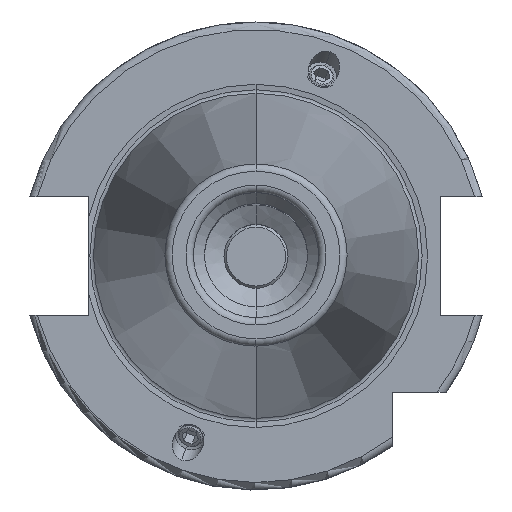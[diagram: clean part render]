
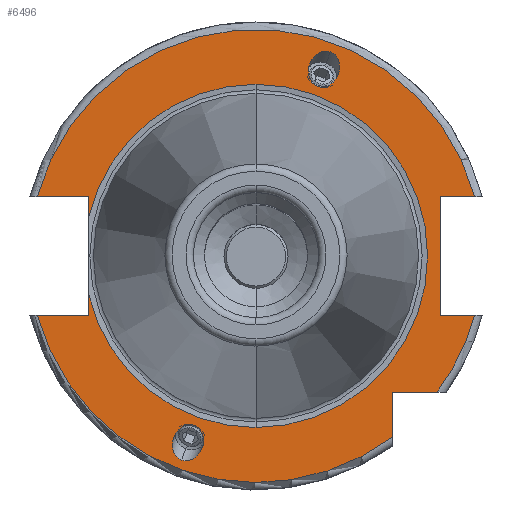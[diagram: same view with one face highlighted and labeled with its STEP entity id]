
A CAD part, top view. The second image highlights one B-rep face of the part: STEP entity #6496.
In plain terms, the highlighted planar face has unit normal (0, 0, 1).
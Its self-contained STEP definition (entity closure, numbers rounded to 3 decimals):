
#2105=CARTESIAN_POINT('',(0,0,18.1));
#2106=DIRECTION('',(0,0,1));
#2107=DIRECTION('',(0.965,0.262,0));
#2108=AXIS2_PLACEMENT_3D('',#2105,#2106,#2107);
#2156=CARTESIAN_POINT('',(0,0,18.1));
#2157=DIRECTION('',(0,0,1));
#2158=DIRECTION('',(-0.965,-0.262,0));
#2159=AXIS2_PLACEMENT_3D('',#2156,#2157,#2158);
#2172=DIRECTION('',(1,0,0));
#2173=VECTOR('',#2172,7.004);
#2174=CARTESIAN_POINT('',(-29.704,-8.05,18.1));
#2175=LINE('',#2174,#2173);
#2176=DIRECTION('',(0,1,0));
#2177=VECTOR('',#2176,2.753);
#2178=CARTESIAN_POINT('',(-22.7,-8.05,18.1));
#2179=LINE('',#2178,#2177);
#2180=DIRECTION('',(0,1,0));
#2181=VECTOR('',#2180,2.753);
#2182=CARTESIAN_POINT('',(-22.7,5.297,18.1));
#2183=LINE('',#2182,#2181);
#2184=DIRECTION('',(1,0,0));
#2185=VECTOR('',#2184,7.004);
#2186=CARTESIAN_POINT('',(-29.704,8.05,18.1));
#2187=LINE('',#2186,#2185);
#2188=DIRECTION('',(-1,0,0));
#2189=VECTOR('',#2188,4.704);
#2190=CARTESIAN_POINT('',(29.704,8.05,18.1));
#2191=LINE('',#2190,#2189);
#2192=DIRECTION('',(0,-1,0));
#2193=VECTOR('',#2192,16.1);
#2194=CARTESIAN_POINT('',(25,8.05,18.1));
#2195=LINE('',#2194,#2193);
#2196=DIRECTION('',(-1,0,0));
#2197=VECTOR('',#2196,4.704);
#2198=CARTESIAN_POINT('',(29.704,-8.05,18.1));
#2199=LINE('',#2198,#2197);
#2200=CARTESIAN_POINT('',(0,0,18.1));
#2201=DIRECTION('',(0,0,1));
#2202=DIRECTION('',(0.799,-0.601,0));
#2203=AXIS2_PLACEMENT_3D('',#2200,#2201,#2202);
#2205=DIRECTION('',(-1,0,0));
#2206=VECTOR('',#2205,6.094);
#2207=CARTESIAN_POINT('',(24.594,-18.5,18.1));
#2208=LINE('',#2207,#2206);
#2209=DIRECTION('',(0,1,0));
#2210=VECTOR('',#2209,6.094);
#2211=CARTESIAN_POINT('',(18.5,-24.594,18.1));
#2212=LINE('',#2211,#2210);
#2213=CARTESIAN_POINT('',(10.09,27.723,18.1));
#2214=CARTESIAN_POINT('',(9.863,27.806,18.1));
#2215=CARTESIAN_POINT('',(9.337,27.884,18.1));
#2216=CARTESIAN_POINT('',(8.455,27.594,18.1));
#2217=CARTESIAN_POINT('',(7.834,27.033,18.1));
#2218=CARTESIAN_POINT('',(7.483,26.49,18.1));
#2219=CARTESIAN_POINT('',(7.298,26.077,18.1));
#2220=CARTESIAN_POINT('',(7.174,25.641,18.1));
#2221=CARTESIAN_POINT('',(7.094,25.,18.1));
#2222=CARTESIAN_POINT('',(7.208,24.17,18.1));
#2223=CARTESIAN_POINT('',(7.698,23.381,18.1));
#2224=CARTESIAN_POINT('',(8.152,23.103,18.1));
#2225=CARTESIAN_POINT('',(8.379,23.02,18.1));
#2227=CARTESIAN_POINT('',(8.379,23.02,18.1));
#2228=CARTESIAN_POINT('',(8.606,22.937,18.1));
#2229=CARTESIAN_POINT('',(9.133,22.859,18.1));
#2230=CARTESIAN_POINT('',(10.014,23.149,18.1));
#2231=CARTESIAN_POINT('',(10.635,23.711,18.1));
#2232=CARTESIAN_POINT('',(10.986,24.253,18.1));
#2233=CARTESIAN_POINT('',(11.171,24.667,18.1));
#2234=CARTESIAN_POINT('',(11.295,25.103,18.1));
#2235=CARTESIAN_POINT('',(11.375,25.744,18.1));
#2236=CARTESIAN_POINT('',(11.261,26.573,18.1));
#2237=CARTESIAN_POINT('',(10.771,27.362,18.1));
#2238=CARTESIAN_POINT('',(10.318,27.641,18.1));
#2239=CARTESIAN_POINT('',(10.09,27.723,18.1));
#2241=CARTESIAN_POINT('',(-10.09,-27.723,18.1));
#2242=CARTESIAN_POINT('',(-10.318,-27.641,18.1));
#2243=CARTESIAN_POINT('',(-10.771,-27.362,18.1));
#2244=CARTESIAN_POINT('',(-11.261,-26.573,18.1));
#2245=CARTESIAN_POINT('',(-11.375,-25.744,18.1));
#2246=CARTESIAN_POINT('',(-11.295,-25.103,18.1));
#2247=CARTESIAN_POINT('',(-11.171,-24.667,18.1));
#2248=CARTESIAN_POINT('',(-10.986,-24.253,18.1));
#2249=CARTESIAN_POINT('',(-10.635,-23.711,18.1));
#2250=CARTESIAN_POINT('',(-10.014,-23.149,18.1));
#2251=CARTESIAN_POINT('',(-9.133,-22.859,18.1));
#2252=CARTESIAN_POINT('',(-8.606,-22.937,18.1));
#2253=CARTESIAN_POINT('',(-8.379,-23.02,18.1));
#2255=CARTESIAN_POINT('',(-8.379,-23.02,18.1));
#2256=CARTESIAN_POINT('',(-8.152,-23.103,18.1));
#2257=CARTESIAN_POINT('',(-7.698,-23.381,18.1));
#2258=CARTESIAN_POINT('',(-7.208,-24.17,18.1));
#2259=CARTESIAN_POINT('',(-7.094,-25.,18.1));
#2260=CARTESIAN_POINT('',(-7.174,-25.641,18.1));
#2261=CARTESIAN_POINT('',(-7.298,-26.077,18.1));
#2262=CARTESIAN_POINT('',(-7.483,-26.49,18.1));
#2263=CARTESIAN_POINT('',(-7.834,-27.033,18.1));
#2264=CARTESIAN_POINT('',(-8.455,-27.594,18.1));
#2265=CARTESIAN_POINT('',(-9.337,-27.884,18.1));
#2266=CARTESIAN_POINT('',(-9.863,-27.806,18.1));
#2267=CARTESIAN_POINT('',(-10.09,-27.723,18.1));
#2277=CARTESIAN_POINT('',(0,0,18.1));
#2278=DIRECTION('',(0,0,1));
#2279=DIRECTION('',(0,1,0));
#2280=AXIS2_PLACEMENT_3D('',#2277,#2278,#2279);
#2290=CARTESIAN_POINT('',(0,0,18.1));
#2291=DIRECTION('',(0,0,1));
#2292=DIRECTION('',(-0.974,-0.227,0));
#2293=AXIS2_PLACEMENT_3D('',#2290,#2291,#2292);
#2295=CARTESIAN_POINT('',(0,0,18.1));
#2296=DIRECTION('',(0,0,-1));
#2297=DIRECTION('',(0,1,0));
#2298=AXIS2_PLACEMENT_3D('',#2295,#2296,#2297);
#3894=CARTESIAN_POINT('',(-29.704,-8.05,18.1));
#3895=CARTESIAN_POINT('',(-22.7,-8.05,18.1));
#3896=VERTEX_POINT('',#3894);
#3897=VERTEX_POINT('',#3895);
#3898=CARTESIAN_POINT('',(-22.7,-5.297,18.1));
#3899=VERTEX_POINT('',#3898);
#3900=CARTESIAN_POINT('',(-22.7,5.297,18.1));
#3901=CARTESIAN_POINT('',(-22.7,8.05,18.1));
#3902=VERTEX_POINT('',#3900);
#3903=VERTEX_POINT('',#3901);
#3904=CARTESIAN_POINT('',(-29.704,8.05,18.1));
#3905=VERTEX_POINT('',#3904);
#3906=CARTESIAN_POINT('',(25,8.05,18.1));
#3907=CARTESIAN_POINT('',(25,-8.05,18.1));
#3908=VERTEX_POINT('',#3906);
#3909=VERTEX_POINT('',#3907);
#3910=CARTESIAN_POINT('',(29.704,-8.05,18.1));
#3911=VERTEX_POINT('',#3910);
#3912=CARTESIAN_POINT('',(29.704,8.05,18.1));
#3913=VERTEX_POINT('',#3912);
#3914=CARTESIAN_POINT('',(18.5,-24.594,18.1));
#3915=CARTESIAN_POINT('',(18.5,-18.5,18.1));
#3916=VERTEX_POINT('',#3914);
#3917=VERTEX_POINT('',#3915);
#3918=CARTESIAN_POINT('',(24.594,-18.5,18.1));
#3919=VERTEX_POINT('',#3918);
#4006=VERTEX_POINT('',#2213);
#4007=VERTEX_POINT('',#2225);
#4057=CARTESIAN_POINT('',(-10.09,-27.723,18.1));
#4059=VERTEX_POINT('',#4057);
#4064=CARTESIAN_POINT('',(-8.379,-23.02,18.1));
#4065=VERTEX_POINT('',#4064);
#4112=CARTESIAN_POINT('',(0,23.31,18.1));
#4113=VERTEX_POINT('',#4112);
#4114=CARTESIAN_POINT('',(0,-23.31,18.1));
#4115=VERTEX_POINT('',#4114);
#6458=CARTESIAN_POINT('',(0,0,18.1));
#6459=DIRECTION('',(0,0,-1));
#6460=DIRECTION('',(0,-1,0));
#6461=AXIS2_PLACEMENT_3D('',#6458,#6459,#6460);
#6462=PLANE('',#6461);
#6463=ORIENTED_EDGE('',*,*,#5441,.T.);
#6464=ORIENTED_EDGE('',*,*,#5242,.T.);
#6466=ORIENTED_EDGE('',*,*,#6465,.T.);
#6468=ORIENTED_EDGE('',*,*,#6467,.F.);
#6470=ORIENTED_EDGE('',*,*,#6469,.T.);
#6471=ORIENTED_EDGE('',*,*,#5238,.T.);
#6472=ORIENTED_EDGE('',*,*,#6402,.F.);
#6473=ORIENTED_EDGE('',*,*,#6437,.F.);
#6474=ORIENTED_EDGE('',*,*,#6364,.T.);
#6476=ORIENTED_EDGE('',*,*,#6475,.T.);
#6477=ORIENTED_EDGE('',*,*,#5606,.F.);
#6478=ORIENTED_EDGE('',*,*,#6427,.F.);
#6479=ORIENTED_EDGE('',*,*,#5704,.T.);
#6480=ORIENTED_EDGE('',*,*,#6274,.F.);
#6481=ORIENTED_EDGE('',*,*,#6452,.F.);
#6482=EDGE_LOOP('',(#6463,#6464,#6466,#6468,#6470,#6471,#6472,#6473,#6474,#6476,
#6477,#6478,#6479,#6480,#6481));
#6483=FACE_OUTER_BOUND('',#6482,.F.);
#6485=ORIENTED_EDGE('',*,*,#6484,.T.);
#6487=ORIENTED_EDGE('',*,*,#6486,.T.);
#6488=EDGE_LOOP('',(#6485,#6487));
#6489=FACE_BOUND('',#6488,.F.);
#6491=ORIENTED_EDGE('',*,*,#6490,.F.);
#6493=ORIENTED_EDGE('',*,*,#6492,.F.);
#6494=EDGE_LOOP('',(#6491,#6493));
#6495=FACE_BOUND('',#6494,.F.);
#6496=ADVANCED_FACE('',(#6483,#6489,#6495),#6462,.F.);
#2109=CIRCLE('',#2108,30.775);
#2160=CIRCLE('',#2159,30.775);
#2204=CIRCLE('',#2203,30.775);
#2226=B_SPLINE_CURVE_WITH_KNOTS('',3,(#2213,#2214,#2215,#2216,#2217,#2218,#2219,
#2220,#2221,#2222,#2223,#2224,#2225),.UNSPECIFIED.,.F.,.F.,(4,1,1,1,1,1,1,1,1,1,
4),(0,0.125,0.25,0.375,0.438,0.5,0.563,0.625,0.75,0.875,
1.0),.UNSPECIFIED.);
#2240=B_SPLINE_CURVE_WITH_KNOTS('',3,(#2227,#2228,#2229,#2230,#2231,#2232,#2233,
#2234,#2235,#2236,#2237,#2238,#2239),.UNSPECIFIED.,.F.,.F.,(4,1,1,1,1,1,1,1,1,1,
4),(0,0.125,0.25,0.375,0.438,0.5,0.563,0.625,0.75,0.875,
1.0),.UNSPECIFIED.);
#2254=B_SPLINE_CURVE_WITH_KNOTS('',3,(#2241,#2242,#2243,#2244,#2245,#2246,#2247,
#2248,#2249,#2250,#2251,#2252,#2253),.UNSPECIFIED.,.F.,.F.,(4,1,1,1,1,1,1,1,1,1,
4),(0,0.125,0.25,0.375,0.438,0.5,0.563,0.625,0.75,0.875,
1.0),.UNSPECIFIED.);
#2268=B_SPLINE_CURVE_WITH_KNOTS('',3,(#2255,#2256,#2257,#2258,#2259,#2260,#2261,
#2262,#2263,#2264,#2265,#2266,#2267),.UNSPECIFIED.,.F.,.F.,(4,1,1,1,1,1,1,1,1,1,
4),(0,0.125,0.25,0.375,0.438,0.5,0.563,0.625,0.75,0.875,
1.0),.UNSPECIFIED.);
#2281=CIRCLE('',#2280,23.31);
#2294=CIRCLE('',#2293,23.31);
#2299=CIRCLE('',#2298,23.31);
#5238=EDGE_CURVE('',#3902,#3903,#2183,.T.);
#5242=EDGE_CURVE('',#3897,#3899,#2179,.T.);
#5441=EDGE_CURVE('',#3896,#3897,#2175,.T.);
#5606=EDGE_CURVE('',#3911,#3909,#2199,.T.);
#5704=EDGE_CURVE('',#3919,#3917,#2208,.T.);
#6274=EDGE_CURVE('',#3916,#3917,#2212,.T.);
#6364=EDGE_CURVE('',#3913,#3908,#2191,.T.);
#6402=EDGE_CURVE('',#3905,#3903,#2187,.T.);
#6427=EDGE_CURVE('',#3919,#3911,#2204,.T.);
#6437=EDGE_CURVE('',#3913,#3905,#2109,.T.);
#6452=EDGE_CURVE('',#3896,#3916,#2160,.T.);
#6465=EDGE_CURVE('',#3899,#4115,#2294,.T.);
#6467=EDGE_CURVE('',#4113,#4115,#2299,.T.);
#6469=EDGE_CURVE('',#4113,#3902,#2281,.T.);
#6475=EDGE_CURVE('',#3908,#3909,#2195,.T.);
#6484=EDGE_CURVE('',#4006,#4007,#2226,.T.);
#6486=EDGE_CURVE('',#4007,#4006,#2240,.T.);
#6490=EDGE_CURVE('',#4059,#4065,#2254,.T.);
#6492=EDGE_CURVE('',#4065,#4059,#2268,.T.);
